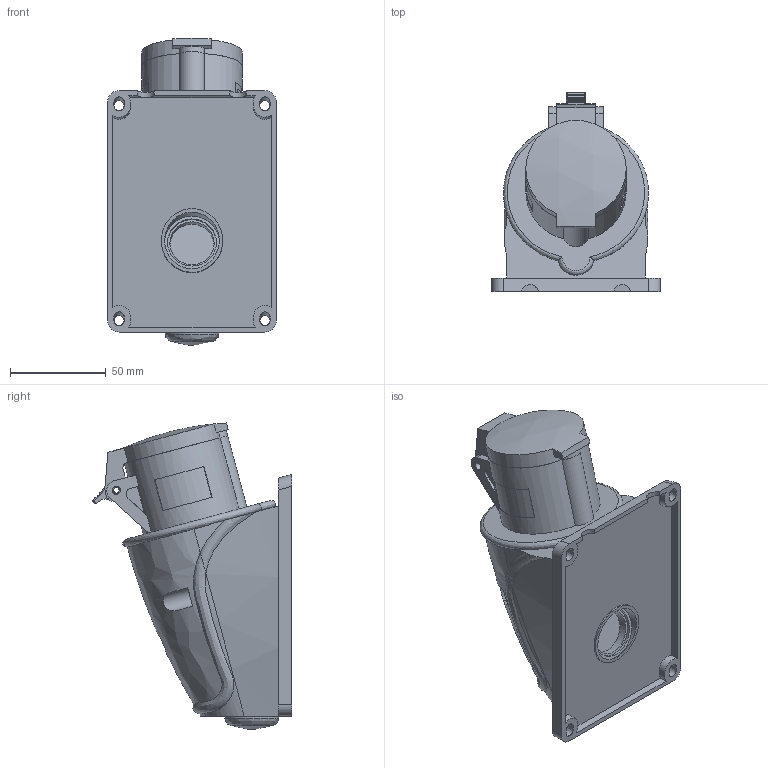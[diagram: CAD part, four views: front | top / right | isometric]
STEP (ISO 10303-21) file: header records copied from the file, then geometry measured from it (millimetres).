
FILE_DESCRIPTION (( 'STEP AP203' ), '1' );
FILE_NAME ('PSN11-016-3 Ðîçåòêà ñòàöèîíàðíàÿ ÑÑÈ-113 16À-6÷200-250Â 2Ð+ÐÅ IP44 MAGNUM ÈÝÊ.STEP', '2016-11-01T12:02:41', ( '' ), ( '' ), 'SwSTEP 2.0', 'SolidWorks 2014', '' );
FILE_SCHEMA (( 'CONFIG_CONTROL_DESIGN' ));
Length unit declared in the file: millimetre
Products named in the file (1): PSN11-016-3 Ðîçåòêà ñòàöèîíàðíàÿ ÑÑÈ-113 16À-6÷200-250Â 2Ð+ÐÅ IP44 MAGNUM ÈÝÊ
Bounding box: 88 x 103.86 x 160.02 mm (x, y, z)
Volume: 220375.9 mm3; surface area: 124496.6 mm2
Topology: 2 solids, 4 shells, 453 faces, 1185 edges, 784 vertices
Faces by surface type: plane 270, cylinder 117, bspline 42, sphere 12, cone 10, torus 2
Full cylindrical faces by diameter (mm): 3 x1, 4.2 x2, 5 x1, 5.7 x1, 6 x5, 7.5 x2, 8 x1, 9.5 x1, 11.5 x2, 12.5 x1, 13 x1, 20.4 x1, 23.1 x2, 23.5 x1, 25 x1, 25.4 x1, 27.1 x1, 28 x1, 28.5 x1, 32 x2, 35.3 x1, 37.8 x1, 39.9 x1, 41.8 x2, 45.3 x1, 55.5 x1, 61.4 x1
Entity records: 20100 total; most frequent: CARTESIAN_POINT 9457, ORIENTED_EDGE 2210, DIRECTION 2023, EDGE_CURVE 1105, VERTEX_POINT 766, AXIS2_PLACEMENT_3D 697, LINE 629, VECTOR 629
